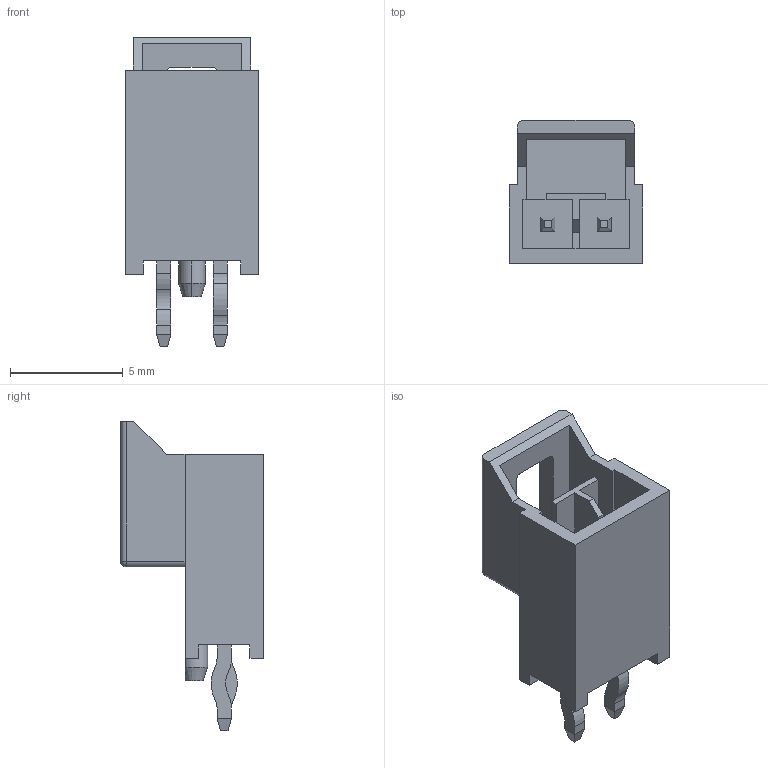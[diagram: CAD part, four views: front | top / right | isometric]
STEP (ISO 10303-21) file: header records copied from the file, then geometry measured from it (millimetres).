
FILE_DESCRIPTION(('STEP AP242'),'1');
FILE_NAME('1053091102.stp','2024-12-24T20:53:39',('TraceParts'),('TraceParts S.A.'),'Spatial InterOp 3D',' ',' ');
FILE_SCHEMA(('AP242_MANAGED_MODEL_BASED_3D_ENGINEERING_MIM_LF {1 0 10303 442 1 1 4}'));
Length unit declared in the file: millimetre
Products named in the file (1): 1053091102
Bounding box: 5.94 x 6.34 x 13.71 mm (x, y, z)
Volume: 145.7 mm3; surface area: 467.5 mm2
Topology: 1 solids, 1 shells, 115 faces, 307 edges, 196 vertices
Faces by surface type: plane 89, cylinder 22, cone 2, sphere 2
Entity records: 3545 total; most frequent: CARTESIAN_POINT 623, ORIENTED_EDGE 614, DIRECTION 583, EDGE_CURVE 307, LINE 259, VECTOR 259, VERTEX_POINT 196, AXIS2_PLACEMENT_3D 162
